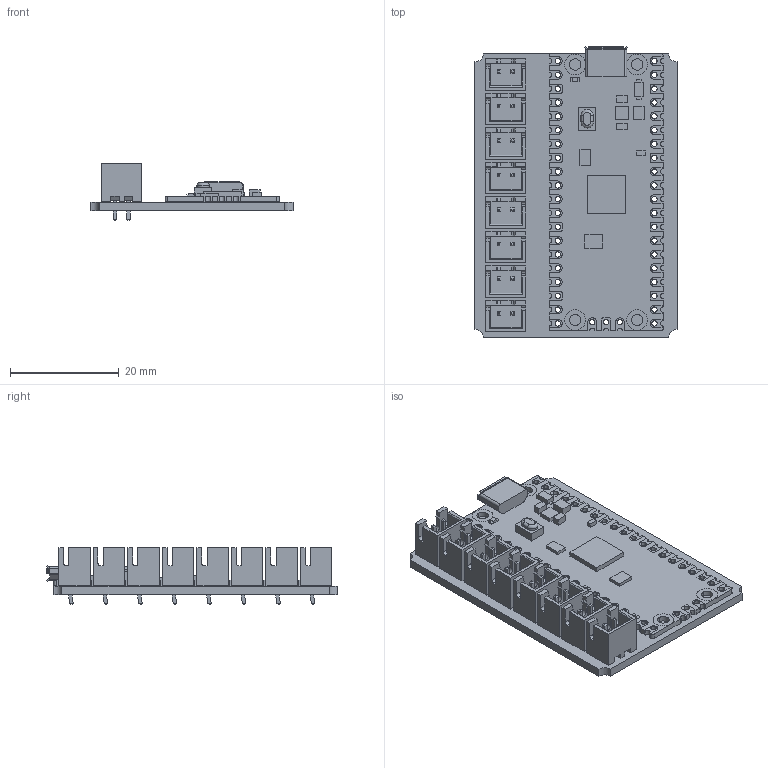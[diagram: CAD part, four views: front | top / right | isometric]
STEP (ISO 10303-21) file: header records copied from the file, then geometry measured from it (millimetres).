
FILE_DESCRIPTION(('KiCad electronic assembly'),'2;1');
FILE_NAME('Button_Board.step','2022-01-22T16:32:27',('An Author'),( 'A Company'),'Open CASCADE STEP processor 7.5', 'KiCad to STEP converter','Unknown');
FILE_SCHEMA(('AUTOMOTIVE_DESIGN { 1 0 10303 214 1 1 1 1 }'));
Length unit declared in the file: millimetre
Products named in the file (6): Open CASCADE STEP translator 7.5 1; Unnamed-Pico-R3b; COMPOUND; JST_XH_B2B-XH-A_1x02_P2.50mm_Vertical; SOLID
Assembly tree (12 placements, depth 3):
  Open CASCADE STEP translator 7.5 1
    Unnamed-Pico-R3b
      COMPOUND
    JST_XH_B2B-XH-A_1x02_P2.50mm_Vertical  x8
      SOLID
    COMPOUND
Bounding box: 37.21 x 53.51 x 10.4 mm (x, y, z)
Volume: 5394 mm3; surface area: 10438.1 mm2
Topology: 26 solids, 26 shells, 1389 faces, 4013 edges, 2718 vertices
Faces by surface type: plane 1043, cylinder 344, torus 2
Full cylindrical faces by diameter (mm): 1 x16, 1.02 x43, 1.5 x2, 1.8 x2
Entity records: 60332 total; most frequent: CARTESIAN_POINT 13097, DIRECTION 8848, LINE 5014, VECTOR 5014, ORIENTED_EDGE 4680, PCURVE 4680, DEFINITIONAL_REPRESENTATION 4680, EDGE_CURVE 2340
